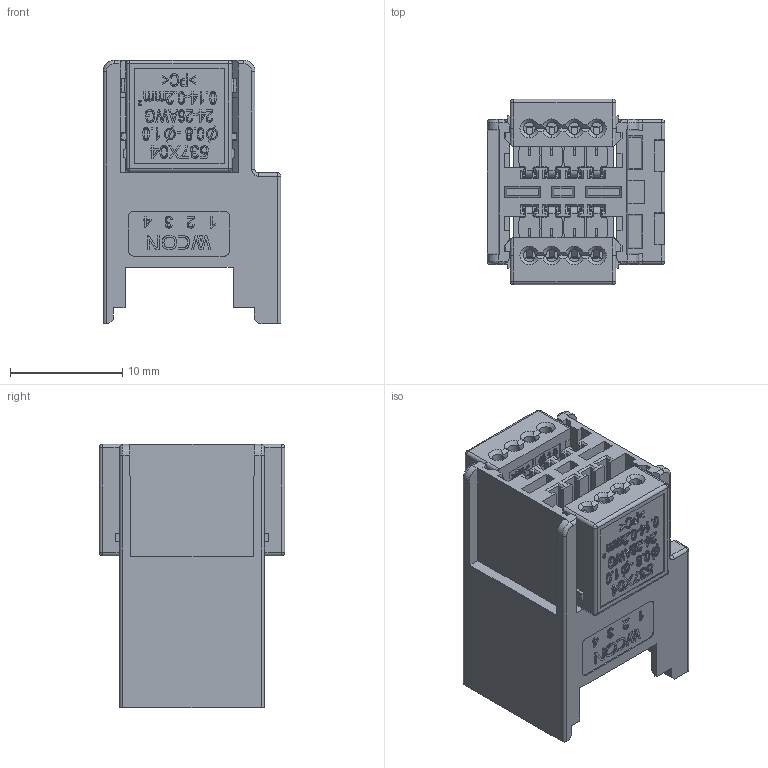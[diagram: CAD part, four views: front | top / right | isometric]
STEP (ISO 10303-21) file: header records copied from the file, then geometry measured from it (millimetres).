
FILE_DESCRIPTION( ('This file contains a STEP AP42 implementation' ,'as created by ZW3D STEP Interface translator.') ,'2;1' );
FILE_NAME( '5373-204SXXXXNX01W.stp' ,'2312 4.1456 4', (''), ('ZWCAD Software Co.'), 'Version 1.0', 'ZW3D to STEP translator', '' );
FILE_SCHEMA(('AUTOMOTIVE_DESIGN { 1 0 10303 214 1 1 1 1 }'));
Length unit declared in the file: millimetre
Products named in the file (2): 0; 5373-204SXXXXNX01X.stp111
Bounding box: 15.8 x 16.5 x 23.4 mm (x, y, z)
Volume: 2295.4 mm3; surface area: 5184.7 mm2
Topology: 1 solids, 1 shells, 3906 faces, 10888 edges, 7126 vertices
Faces by surface type: plane 2464, bspline 1268, cylinder 144, cone 20, sphere 10
Entity records: 139315 total; most frequent: CARTESIAN_POINT 42603, ORIENTED_EDGE 21784, DIRECTION 14868, EDGE_CURVE 10888, VECTOR 7898, LINE 7898, VERTEX_POINT 7126, EDGE_LOOP 4152
